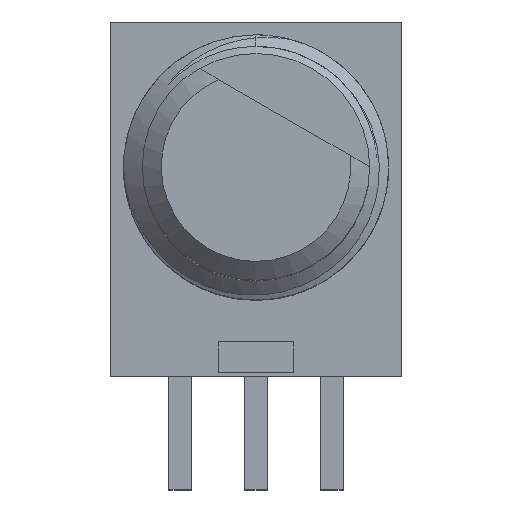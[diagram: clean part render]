
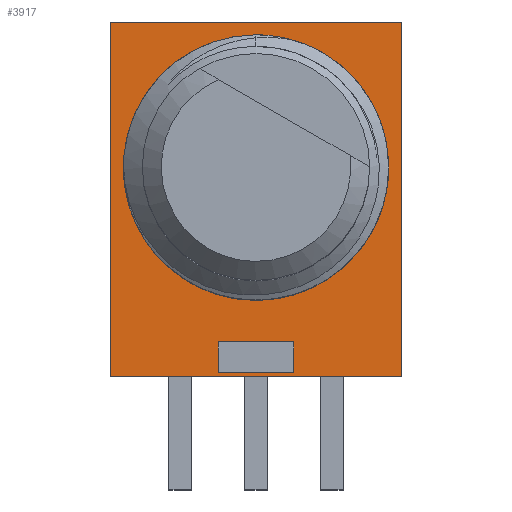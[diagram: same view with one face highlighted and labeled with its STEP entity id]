
A CAD part, top view. The second image highlights one B-rep face of the part: STEP entity #3917.
In plain terms, the highlighted planar face has unit normal (0, 0, 1).
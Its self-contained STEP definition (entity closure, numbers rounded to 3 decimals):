
#3788 = VERTEX_POINT('',#3789);
#3789 = CARTESIAN_POINT('',(-3.85,3.85,3.15));
#3795 = EDGE_CURVE('',#3788,#3796,#3798,.T.);
#3796 = VERTEX_POINT('',#3797);
#3797 = CARTESIAN_POINT('',(3.85,3.85,3.15));
#3798 = LINE('',#3799,#3800);
#3799 = CARTESIAN_POINT('',(-3.85,3.85,3.15));
#3800 = VECTOR('',#3801,1.);
#3801 = DIRECTION('',(1.,0.,0.));
#3826 = EDGE_CURVE('',#3796,#3827,#3829,.T.);
#3827 = VERTEX_POINT('',#3828);
#3828 = CARTESIAN_POINT('',(3.85,-5.5,3.15));
#3829 = LINE('',#3830,#3831);
#3830 = CARTESIAN_POINT('',(3.85,3.85,3.15));
#3831 = VECTOR('',#3832,1.);
#3832 = DIRECTION('',(0.,-1.,0.));
#3857 = EDGE_CURVE('',#3827,#3858,#3860,.T.);
#3858 = VERTEX_POINT('',#3859);
#3859 = CARTESIAN_POINT('',(-3.85,-5.5,3.15));
#3860 = LINE('',#3861,#3862);
#3861 = CARTESIAN_POINT('',(3.85,-5.5,3.15));
#3862 = VECTOR('',#3863,1.);
#3863 = DIRECTION('',(-1.,0.,0.));
#3888 = EDGE_CURVE('',#3858,#3788,#3889,.T.);
#3889 = LINE('',#3890,#3891);
#3890 = CARTESIAN_POINT('',(-3.85,-5.5,3.15));
#3891 = VECTOR('',#3892,1.);
#3892 = DIRECTION('',(0.,1.,0.));
#3917 = ADVANCED_FACE('',(#3918),#3924,.F.);
#3918 = FACE_BOUND('',#3919,.F.);
#3919 = EDGE_LOOP('',(#3920,#3921,#3922,#3923));
#3920 = ORIENTED_EDGE('',*,*,#3795,.T.);
#3921 = ORIENTED_EDGE('',*,*,#3826,.T.);
#3922 = ORIENTED_EDGE('',*,*,#3857,.T.);
#3923 = ORIENTED_EDGE('',*,*,#3888,.T.);
#3924 = PLANE('',#3925);
#3925 = AXIS2_PLACEMENT_3D('',#3926,#3927,#3928);
#3926 = CARTESIAN_POINT('',(0.,-0.825,3.15));
#3927 = DIRECTION('',(-0.,-0.,-1.));
#3928 = DIRECTION('',(-1.,0.,0.));
